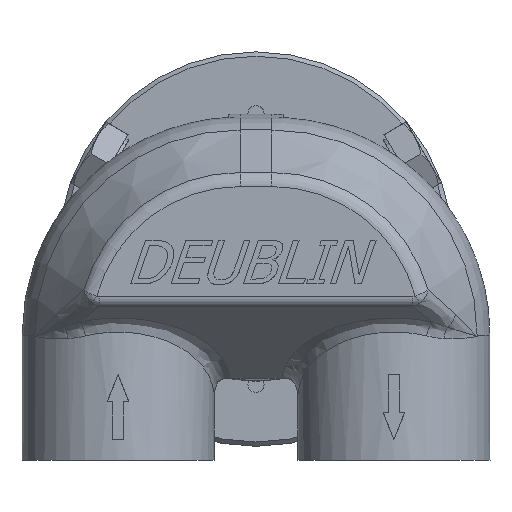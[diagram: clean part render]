
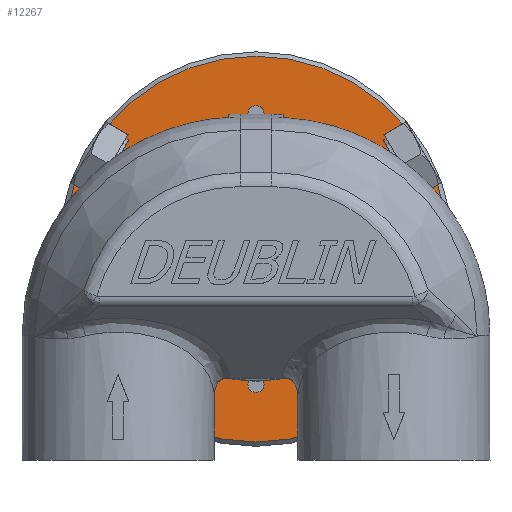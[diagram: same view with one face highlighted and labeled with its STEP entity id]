
A CAD part, left-side view. The second image highlights one B-rep face of the part: STEP entity #12267.
In plain terms, the highlighted planar face has unit normal (-1, 0, 0).
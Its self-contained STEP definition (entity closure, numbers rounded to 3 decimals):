
#1541=PLANE('',#13374);
#1614=FACE_BOUND('',#3070,.T.);
#1615=FACE_BOUND('',#3071,.T.);
#1616=FACE_BOUND('',#3072,.T.);
#2328=FACE_OUTER_BOUND('',#3069,.T.);
#3069=EDGE_LOOP('',(#11423));
#3070=EDGE_LOOP('',(#11424,#11425));
#3071=EDGE_LOOP('',(#11426,#11427));
#3072=EDGE_LOOP('',(#11428));
#4966=CIRCLE('',#13341,1.5);
#4967=CIRCLE('',#13342,1.5);
#4970=CIRCLE('',#13347,1.5);
#4971=CIRCLE('',#13348,1.5);
#4972=CIRCLE('',#13350,18.9);
#4985=CIRCLE('',#13371,35.65);
#6137=VERTEX_POINT('',#26091);
#6138=VERTEX_POINT('',#26093);
#6142=VERTEX_POINT('',#26104);
#6143=VERTEX_POINT('',#26106);
#6144=VERTEX_POINT('',#26110);
#6157=VERTEX_POINT('',#26149);
#7896=EDGE_CURVE('',#6138,#6137,#4966,.T.);
#7897=EDGE_CURVE('',#6137,#6138,#4967,.T.);
#7902=EDGE_CURVE('',#6143,#6142,#4970,.T.);
#7903=EDGE_CURVE('',#6142,#6143,#4971,.T.);
#7904=EDGE_CURVE('',#6144,#6144,#4972,.T.);
#7923=EDGE_CURVE('',#6157,#6157,#4985,.T.);
#11423=ORIENTED_EDGE('',*,*,#7923,.F.);
#11424=ORIENTED_EDGE('',*,*,#7896,.T.);
#11425=ORIENTED_EDGE('',*,*,#7897,.T.);
#11426=ORIENTED_EDGE('',*,*,#7902,.T.);
#11427=ORIENTED_EDGE('',*,*,#7903,.T.);
#11428=ORIENTED_EDGE('',*,*,#7904,.T.);
#12267=ADVANCED_FACE('',(#2328,#1614,#1615,#1616),#1541,.F.);
#13341=AXIS2_PLACEMENT_3D('',#26094,#16228,#16229);
#13342=AXIS2_PLACEMENT_3D('',#26095,#16230,#16231);
#13347=AXIS2_PLACEMENT_3D('',#26107,#16242,#16243);
#13348=AXIS2_PLACEMENT_3D('',#26108,#16244,#16245);
#13350=AXIS2_PLACEMENT_3D('',#26111,#16248,#16249);
#13371=AXIS2_PLACEMENT_3D('',#26151,#16296,#16297);
#13374=AXIS2_PLACEMENT_3D('',#26156,#16303,#16304);
#16228=DIRECTION('center_axis',(1.,0.,0.));
#16229=DIRECTION('ref_axis',(0.,0.,1.));
#16230=DIRECTION('center_axis',(1.,0.,0.));
#16231=DIRECTION('ref_axis',(0.,0.,1.));
#16242=DIRECTION('center_axis',(1.,0.,0.));
#16243=DIRECTION('ref_axis',(0.,0.,1.));
#16244=DIRECTION('center_axis',(1.,0.,0.));
#16245=DIRECTION('ref_axis',(0.,0.,1.));
#16248=DIRECTION('center_axis',(1.,0.,0.));
#16249=DIRECTION('ref_axis',(0.,1.,0.));
#16296=DIRECTION('center_axis',(1.,0.,0.));
#16297=DIRECTION('ref_axis',(0.,-1.,0.));
#16303=DIRECTION('center_axis',(1.,0.,0.));
#16304=DIRECTION('ref_axis',(0.,0.,-1.));
#26091=CARTESIAN_POINT('',(0.,0.,23.5));
#26093=CARTESIAN_POINT('',(0.,0.,26.5));
#26094=CARTESIAN_POINT('Origin',(0.,0.,25.));
#26095=CARTESIAN_POINT('Origin',(0.,0.,25.));
#26104=CARTESIAN_POINT('',(0.,0.,-26.5));
#26106=CARTESIAN_POINT('',(0.,0.,-23.5));
#26107=CARTESIAN_POINT('Origin',(0.,0.,-25.));
#26108=CARTESIAN_POINT('Origin',(0.,0.,-25.));
#26110=CARTESIAN_POINT('',(0.,-18.9,0.));
#26111=CARTESIAN_POINT('Origin',(0.,0.,0.));
#26149=CARTESIAN_POINT('',(0.,35.65,0.));
#26151=CARTESIAN_POINT('Origin',(0.,0.,0.));
#26156=CARTESIAN_POINT('Origin',(0.,0.,0.));
